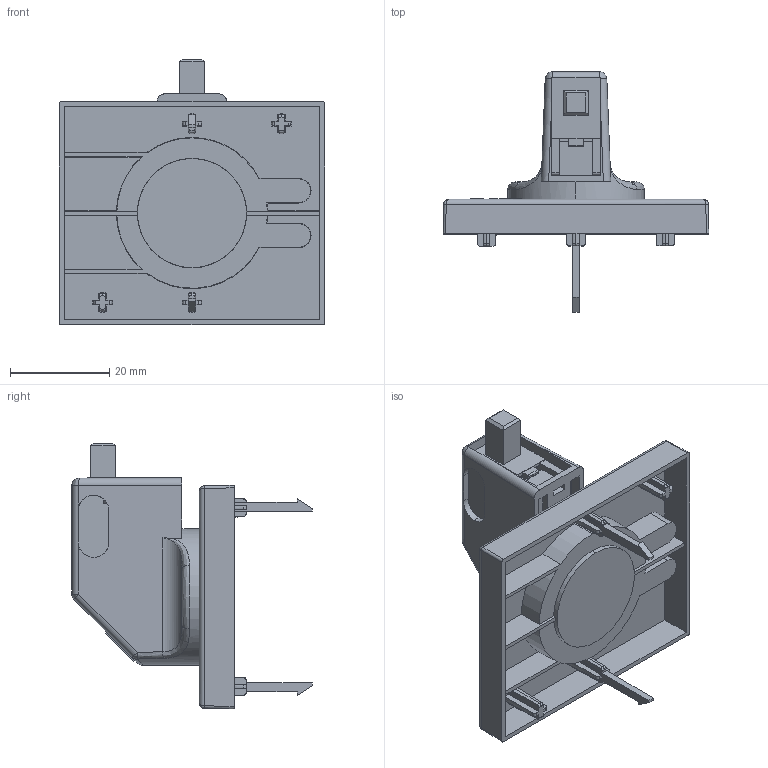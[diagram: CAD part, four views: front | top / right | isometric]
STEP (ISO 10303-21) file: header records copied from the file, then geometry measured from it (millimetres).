
FILE_DESCRIPTION (( 'STEP AP214' ), '1' );
FILE_NAME ('H11R.step', '2020-05-11T19:34:42', ( '' ), ( '' ), 'SwSTEP 2.0', 'SolidWorks 2019', '' );
FILE_SCHEMA (( 'AUTOMOTIVE_DESIGN' ));
Length unit declared in the file: inch
Products named in the file (2): H11R
Bounding box: 53.5 x 48.43 x 53.5 mm (x, y, z)
Volume: 16701.4 mm3; surface area: 15570.4 mm2
Topology: 2 solids, 2 shells, 439 faces, 1215 edges, 788 vertices
Faces by surface type: plane 290, bspline 69, cylinder 42, cone 38
Entity records: 16958 total; most frequent: CARTESIAN_POINT 6299, ORIENTED_EDGE 2414, DIRECTION 1884, EDGE_CURVE 1207, LINE 836, VECTOR 836, VERTEX_POINT 788, AXIS2_PLACEMENT_3D 524
